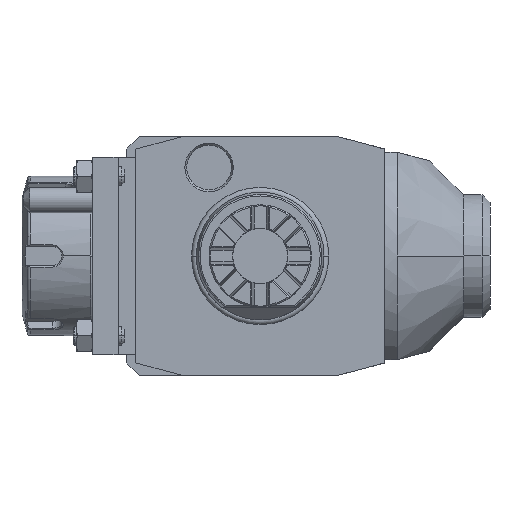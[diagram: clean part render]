
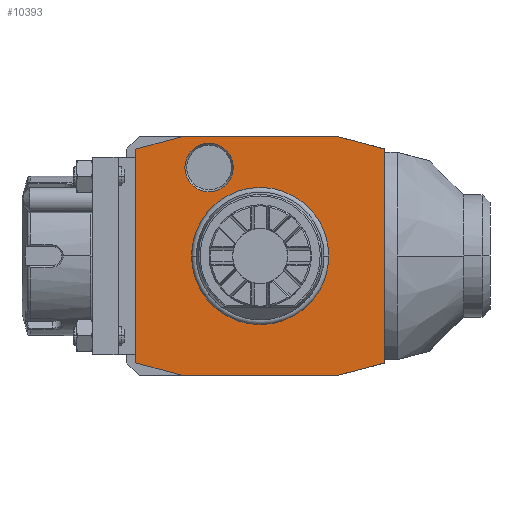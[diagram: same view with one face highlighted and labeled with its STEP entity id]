
A CAD part, front view. The second image highlights one B-rep face of the part: STEP entity #10393.
In plain terms, the highlighted planar face has unit normal (0, -1, 0).
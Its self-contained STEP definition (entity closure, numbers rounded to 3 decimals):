
#1=DIRECTION('',(-0.966,0.,0.259));
#2=VECTOR('',#1,15.529);
#3=CARTESIAN_POINT('',(39.,0.,33.481));
#4=LINE('',#3,#2);
#5=DIRECTION('',(0.,0.,1.));
#6=VECTOR('',#5,66.962);
#7=CARTESIAN_POINT('',(39.,0.,-33.481));
#8=LINE('',#7,#6);
#9=DIRECTION('',(0.966,0.,0.259));
#10=VECTOR('',#9,15.529);
#11=CARTESIAN_POINT('',(24.,0.,-37.5));
#12=LINE('',#11,#10);
#13=DIRECTION('',(1.,0.,0.));
#14=VECTOR('',#13,48.);
#15=CARTESIAN_POINT('',(-24.,0.,-37.5));
#16=LINE('',#15,#14);
#17=DIRECTION('',(0.966,0.,-0.259));
#18=VECTOR('',#17,15.529);
#19=CARTESIAN_POINT('',(-39.,0.,-33.481));
#20=LINE('',#19,#18);
#21=DIRECTION('',(0.,0.,-1.));
#22=VECTOR('',#21,66.962);
#23=CARTESIAN_POINT('',(-39.,0.,33.481));
#24=LINE('',#23,#22);
#25=DIRECTION('',(-0.966,0.,-0.259));
#26=VECTOR('',#25,15.529);
#27=CARTESIAN_POINT('',(-24.,0.,37.5));
#28=LINE('',#27,#26);
#29=DIRECTION('',(-1.,0.,0.));
#30=VECTOR('',#29,48.);
#31=CARTESIAN_POINT('',(24.,0.,37.5));
#32=LINE('',#31,#30);
#33=CARTESIAN_POINT('',(-16.,0.,27.713));
#34=DIRECTION('',(0.,1.,0.));
#35=DIRECTION('',(-1.,0.,0.));
#36=AXIS2_PLACEMENT_3D('',#33,#34,#35);
#38=CARTESIAN_POINT('',(-16.,0.,27.713));
#39=DIRECTION('',(0.,1.,0.));
#40=DIRECTION('',(1.,0.,0.));
#41=AXIS2_PLACEMENT_3D('',#38,#39,#40);
#6576=CARTESIAN_POINT('',(0.,0.,0.));
#6577=DIRECTION('',(0.,-1.,0.));
#6578=DIRECTION('',(1.,0.,0.));
#6579=AXIS2_PLACEMENT_3D('',#6576,#6577,#6578);
#6581=CARTESIAN_POINT('',(0.,0.,0.));
#6582=DIRECTION('',(0.,-1.,0.));
#6583=DIRECTION('',(-1.,0.,0.));
#6584=AXIS2_PLACEMENT_3D('',#6581,#6582,#6583);
#9258=CARTESIAN_POINT('',(-23.577,0.,
27.713));
#9259=CARTESIAN_POINT('',(-8.423,0.,
27.713));
#9260=VERTEX_POINT('',#9258);
#9261=VERTEX_POINT('',#9259);
#10079=CARTESIAN_POINT('',(39.,0.,33.481));
#10080=CARTESIAN_POINT('',(24.,0.,37.5));
#10081=VERTEX_POINT('',#10079);
#10082=VERTEX_POINT('',#10080);
#10083=CARTESIAN_POINT('',(-24.,0.,37.5));
#10084=VERTEX_POINT('',#10083);
#10085=CARTESIAN_POINT('',(-39.,0.,33.481));
#10086=VERTEX_POINT('',#10085);
#10087=CARTESIAN_POINT('',(-39.,0.,-33.481));
#10088=VERTEX_POINT('',#10087);
#10089=CARTESIAN_POINT('',(-24.,0.,-37.5));
#10090=VERTEX_POINT('',#10089);
#10091=CARTESIAN_POINT('',(24.,0.,-37.5));
#10092=VERTEX_POINT('',#10091);
#10093=CARTESIAN_POINT('',(39.,0.,-33.481));
#10094=VERTEX_POINT('',#10093);
#10226=CARTESIAN_POINT('',(21.137,0.,0.));
#10227=CARTESIAN_POINT('',(-21.137,0.,0.));
#10228=VERTEX_POINT('',#10226);
#10229=VERTEX_POINT('',#10227);
#10358=CARTESIAN_POINT('',(0.,0.,0.));
#10359=DIRECTION('',(0.,-1.,0.));
#10360=DIRECTION('',(-1.,0.,0.));
#10361=AXIS2_PLACEMENT_3D('',#10358,#10359,#10360);
#10362=PLANE('',#10361);
#10364=ORIENTED_EDGE('',*,*,#10363,.F.);
#10366=ORIENTED_EDGE('',*,*,#10365,.F.);
#10368=ORIENTED_EDGE('',*,*,#10367,.F.);
#10370=ORIENTED_EDGE('',*,*,#10369,.F.);
#10372=ORIENTED_EDGE('',*,*,#10371,.F.);
#10374=ORIENTED_EDGE('',*,*,#10373,.F.);
#10376=ORIENTED_EDGE('',*,*,#10375,.F.);
#10378=ORIENTED_EDGE('',*,*,#10377,.F.);
#10379=EDGE_LOOP('',(#10364,#10366,#10368,#10370,#10372,#10374,#10376,#10378));
#10380=FACE_OUTER_BOUND('',#10379,.F.);
#10382=ORIENTED_EDGE('',*,*,#10381,.T.);
#10384=ORIENTED_EDGE('',*,*,#10383,.T.);
#10385=EDGE_LOOP('',(#10382,#10384));
#10386=FACE_BOUND('',#10385,.F.);
#10388=ORIENTED_EDGE('',*,*,#10387,.F.);
#10390=ORIENTED_EDGE('',*,*,#10389,.F.);
#10391=EDGE_LOOP('',(#10388,#10390));
#10392=FACE_BOUND('',#10391,.F.);
#37=CIRCLE('',#36,7.577);
#42=CIRCLE('',#41,7.577);
#6580=CIRCLE('',#6579,21.137);
#6585=CIRCLE('',#6584,21.137);
#10363=EDGE_CURVE('',#10081,#10082,#4,.T.);
#10365=EDGE_CURVE('',#10094,#10081,#8,.T.);
#10367=EDGE_CURVE('',#10092,#10094,#12,.T.);
#10369=EDGE_CURVE('',#10090,#10092,#16,.T.);
#10371=EDGE_CURVE('',#10088,#10090,#20,.T.);
#10373=EDGE_CURVE('',#10086,#10088,#24,.T.);
#10375=EDGE_CURVE('',#10084,#10086,#28,.T.);
#10377=EDGE_CURVE('',#10082,#10084,#32,.T.);
#10381=EDGE_CURVE('',#10228,#10229,#6580,.T.);
#10383=EDGE_CURVE('',#10229,#10228,#6585,.T.);
#10387=EDGE_CURVE('',#9260,#9261,#37,.T.);
#10389=EDGE_CURVE('',#9261,#9260,#42,.T.);
#10393=ADVANCED_FACE('',(#10380,#10386,#10392),#10362,.T.);
